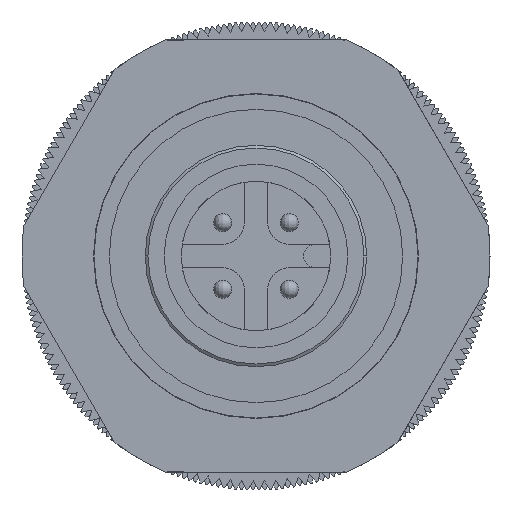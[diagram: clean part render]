
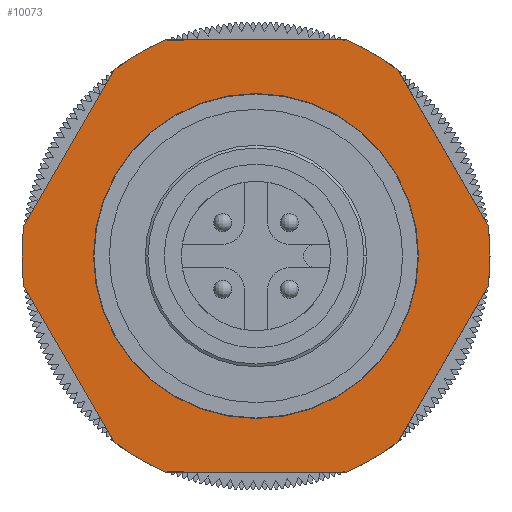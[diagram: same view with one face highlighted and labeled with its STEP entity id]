
A CAD part, front view. The second image highlights one B-rep face of the part: STEP entity #10073.
In plain terms, the highlighted face is planar.
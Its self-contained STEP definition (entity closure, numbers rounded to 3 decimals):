
#88 = ORIENTED_EDGE ( 'NONE', *, *, #9603, .T. ) ;
#89 = ORIENTED_EDGE ( 'NONE', *, *, #90, .F. ) ;
#90 = EDGE_CURVE ( 'NONE', #2637, #9609, #5266, .T. ) ;
#91 = ORIENTED_EDGE ( 'NONE', *, *, #2636, .F. ) ;
#92 = ORIENTED_EDGE ( 'NONE', *, *, #93, .F. ) ;
#93 = EDGE_CURVE ( 'NONE', #9343, #2626, #5262, .T. ) ;
#94 = ORIENTED_EDGE ( 'NONE', *, *, #9356, .T. ) ;
#95 = ORIENTED_EDGE ( 'NONE', *, *, #9553, .T. ) ;
#96 = ORIENTED_EDGE ( 'NONE', *, *, #9471, .T. ) ;
#97 = ORIENTED_EDGE ( 'NONE', *, *, #9446, .T. ) ;
#158 = ORIENTED_EDGE ( 'NONE', *, *, #9411, .T. ) ;
#159 = ORIENTED_EDGE ( 'NONE', *, *, #9626, .T. ) ;
#160 = ORIENTED_EDGE ( 'NONE', *, *, #9599, .T. ) ;
#161 = EDGE_LOOP ( 'NONE', ( #162, #163 ) ) ;
#162 = ORIENTED_EDGE ( 'NONE', *, *, #2720, .T. ) ;
#163 = ORIENTED_EDGE ( 'NONE', *, *, #164, .T. ) ;
#164 = EDGE_CURVE ( 'NONE', #2665, #2706, #5354, .T. ) ;
#2626 = VERTEX_POINT ( 'NONE', #13745 ) ;
#2636 = EDGE_CURVE ( 'NONE', #2626, #2637, #13730, .T. ) ;
#2637 = VERTEX_POINT ( 'NONE', #13725 ) ;
#2665 = VERTEX_POINT ( 'NONE', #13797 ) ;
#2706 = VERTEX_POINT ( 'NONE', #13859 ) ;
#2720 = EDGE_CURVE ( 'NONE', #2706, #2665, #13888, .T. ) ;
#5258 = DIRECTION ( 'NONE',  ( 0., 1., 0. ) ) ;
#5259 = DIRECTION ( 'NONE',  ( -1., 0., 0. ) ) ;
#5260 = CARTESIAN_POINT ( 'NONE',  ( 0., 0., 0. ) ) ;
#5261 = AXIS2_PLACEMENT_3D ( 'NONE', #5260, #5259, #5258 ) ;
#5262 = CIRCLE ( 'NONE', #5261, 13. ) ;
#5263 = DIRECTION ( 'NONE',  ( 0., -0.5, -0.866 ) ) ;
#5264 = VECTOR ( 'NONE', #5263, 1000. ) ;
#5265 = CARTESIAN_POINT ( 'NONE',  ( 0., 6.928, -12. ) ) ;
#5266 = LINE ( 'NONE', #5265, #5264 ) ;
#5350 = DIRECTION ( 'NONE',  ( 0., 1., 0. ) ) ;
#5351 = DIRECTION ( 'NONE',  ( -1., 0., 0. ) ) ;
#5352 = CARTESIAN_POINT ( 'NONE',  ( 0., 0., 0. ) ) ;
#5353 = AXIS2_PLACEMENT_3D ( 'NONE', #5352, #5351, #5350 ) ;
#5354 = CIRCLE ( 'NONE', #5353, 9.025 ) ;
#8747 = VERTEX_POINT ( 'NONE', #17962 ) ;
#8748 = EDGE_CURVE ( 'NONE', #9592, #8747, #17961, .T. ) ;
#9151 = ORIENTED_EDGE ( 'NONE', *, *, #19022, .T. ) ;
#9343 = VERTEX_POINT ( 'NONE', #10717 ) ;
#9356 = EDGE_CURVE ( 'NONE', #9343, #9554, #10701, .T. ) ;
#9409 = VERTEX_POINT ( 'NONE', #10793 ) ;
#9411 = EDGE_CURVE ( 'NONE', #9444, #9409, #10792, .T. ) ;
#9444 = VERTEX_POINT ( 'NONE', #10819 ) ;
#9446 = EDGE_CURVE ( 'NONE', #9469, #9444, #10818, .T. ) ;
#9469 = VERTEX_POINT ( 'NONE', #10847 ) ;
#9471 = EDGE_CURVE ( 'NONE', #9551, #9469, #10846, .T. ) ;
#9551 = VERTEX_POINT ( 'NONE', #10981 ) ;
#9553 = EDGE_CURVE ( 'NONE', #9554, #9551, #10980, .T. ) ;
#9554 = VERTEX_POINT ( 'NONE', #10975 ) ;
#9592 = VERTEX_POINT ( 'NONE', #11037 ) ;
#9599 = EDGE_CURVE ( 'NONE', #9624, #9592, #11086, .T. ) ;
#9603 = EDGE_CURVE ( 'NONE', #19020, #9609, #11077, .T. ) ;
#9609 = VERTEX_POINT ( 'NONE', #11072 ) ;
#9624 = VERTEX_POINT ( 'NONE', #11121 ) ;
#9626 = EDGE_CURVE ( 'NONE', #9409, #9624, #11119, .T. ) ;
#10073 = ADVANCED_FACE ( 'NONE', ( #11690, #11689 ), #11688, .T. ) ;
#10074 = EDGE_LOOP ( 'NONE', ( #10075, #9151, #88, #89, #91, #92, #94, #95, #96, #97, #158, #159, #160 ) ) ;
#10075 = ORIENTED_EDGE ( 'NONE', *, *, #8748, .T. ) ;
#10698 = DIRECTION ( 'NONE',  ( 0., -0.5, 0.866 ) ) ;
#10699 = VECTOR ( 'NONE', #10698, 1000. ) ;
#10700 = CARTESIAN_POINT ( 'NONE',  ( 0., 12.892, 1.67 ) ) ;
#10701 = LINE ( 'NONE', #10700, #10699 ) ;
#10717 = CARTESIAN_POINT ( 'NONE',  ( 0., 12.892, 1.67 ) ) ;
#10789 = DIRECTION ( 'NONE',  ( 0., -0.5, -0.866 ) ) ;
#10790 = VECTOR ( 'NONE', #10789, 1000. ) ;
#10791 = CARTESIAN_POINT ( 'NONE',  ( 0., -7.892, 10.33 ) ) ;
#10792 = LINE ( 'NONE', #10791, #10790 ) ;
#10793 = CARTESIAN_POINT ( 'NONE',  ( 0., -12.892, 1.67 ) ) ;
#10814 = DIRECTION ( 'NONE',  ( 0., 1., 0. ) ) ;
#10815 = DIRECTION ( 'NONE',  ( 1., 0., 0. ) ) ;
#10816 = CARTESIAN_POINT ( 'NONE',  ( 0., 0., 0. ) ) ;
#10817 = AXIS2_PLACEMENT_3D ( 'NONE', #10816, #10815, #10814 ) ;
#10818 = CIRCLE ( 'NONE', #10817, 13. ) ;
#10819 = CARTESIAN_POINT ( 'NONE',  ( 0., -7.892, 10.33 ) ) ;
#10843 = DIRECTION ( 'NONE',  ( 0., -1., 0. ) ) ;
#10844 = VECTOR ( 'NONE', #10843, 1000. ) ;
#10845 = CARTESIAN_POINT ( 'NONE',  ( 0., 0., 12. ) ) ;
#10846 = LINE ( 'NONE', #10845, #10844 ) ;
#10847 = CARTESIAN_POINT ( 'NONE',  ( 0., -5., 12. ) ) ;
#10975 = CARTESIAN_POINT ( 'NONE',  ( 0., 7.892, 10.33 ) ) ;
#10976 = DIRECTION ( 'NONE',  ( 0., 1., 0. ) ) ;
#10977 = DIRECTION ( 'NONE',  ( 1., 0., 0. ) ) ;
#10978 = CARTESIAN_POINT ( 'NONE',  ( 0., 0., 0. ) ) ;
#10979 = AXIS2_PLACEMENT_3D ( 'NONE', #10978, #10977, #10976 ) ;
#10980 = CIRCLE ( 'NONE', #10979, 13. ) ;
#10981 = CARTESIAN_POINT ( 'NONE',  ( 0., 5., 12. ) ) ;
#11037 = CARTESIAN_POINT ( 'NONE',  ( 0., -7.892, -10.33 ) ) ;
#11072 = CARTESIAN_POINT ( 'NONE',  ( 0., 7.892, -10.33 ) ) ;
#11073 = DIRECTION ( 'NONE',  ( 0., 1., 0. ) ) ;
#11074 = DIRECTION ( 'NONE',  ( 1., 0., 0. ) ) ;
#11075 = CARTESIAN_POINT ( 'NONE',  ( 0., 0., 0. ) ) ;
#11076 = AXIS2_PLACEMENT_3D ( 'NONE', #11075, #11074, #11073 ) ;
#11077 = CIRCLE ( 'NONE', #11076, 13. ) ;
#11083 = DIRECTION ( 'NONE',  ( 0., 0.5, -0.866 ) ) ;
#11084 = VECTOR ( 'NONE', #11083, 1000. ) ;
#11085 = CARTESIAN_POINT ( 'NONE',  ( 0., -12.892, -1.67 ) ) ;
#11086 = LINE ( 'NONE', #11085, #11084 ) ;
#11115 = DIRECTION ( 'NONE',  ( 0., 1., 0. ) ) ;
#11116 = DIRECTION ( 'NONE',  ( 1., 0., 0. ) ) ;
#11117 = CARTESIAN_POINT ( 'NONE',  ( 0., 0., 0. ) ) ;
#11118 = AXIS2_PLACEMENT_3D ( 'NONE', #11117, #11116, #11115 ) ;
#11119 = CIRCLE ( 'NONE', #11118, 13. ) ;
#11121 = CARTESIAN_POINT ( 'NONE',  ( 0., -12.892, -1.67 ) ) ;
#11684 = DIRECTION ( 'NONE',  ( 0., 1., 0. ) ) ;
#11685 = DIRECTION ( 'NONE',  ( 1., 0., 0. ) ) ;
#11686 = CARTESIAN_POINT ( 'NONE',  ( 0., 0., 0. ) ) ;
#11687 = AXIS2_PLACEMENT_3D ( 'NONE', #11686, #11685, #11684 ) ;
#11688 = PLANE ( 'NONE',  #11687 ) ;
#11689 = FACE_BOUND ( 'NONE', #161, .T. ) ;
#11690 = FACE_OUTER_BOUND ( 'NONE', #10074, .T. ) ;
#12771 = DIRECTION ( 'NONE',  ( 0., 1., 0. ) ) ;
#12772 = VECTOR ( 'NONE', #12771, 1000. ) ;
#12773 = CARTESIAN_POINT ( 'NONE',  ( 0., 0., -12. ) ) ;
#12774 = LINE ( 'NONE', #12773, #12772 ) ;
#12775 = CARTESIAN_POINT ( 'NONE',  ( 0., 5., -12. ) ) ;
#13725 = CARTESIAN_POINT ( 'NONE',  ( 0., 12.892, -1.67 ) ) ;
#13726 = DIRECTION ( 'NONE',  ( 0., 1., 0. ) ) ;
#13727 = DIRECTION ( 'NONE',  ( -1., 0., 0. ) ) ;
#13728 = CARTESIAN_POINT ( 'NONE',  ( 0., 0., 0. ) ) ;
#13729 = AXIS2_PLACEMENT_3D ( 'NONE', #13728, #13727, #13726 ) ;
#13730 = CIRCLE ( 'NONE', #13729, 13. ) ;
#13745 = CARTESIAN_POINT ( 'NONE',  ( 0., 13., 0. ) ) ;
#13797 = CARTESIAN_POINT ( 'NONE',  ( 0., -9.025, 0. ) ) ;
#13859 = CARTESIAN_POINT ( 'NONE',  ( 0., 9.025, 0. ) ) ;
#13884 = DIRECTION ( 'NONE',  ( 0., 1., 0. ) ) ;
#13885 = DIRECTION ( 'NONE',  ( -1., 0., 0. ) ) ;
#13886 = CARTESIAN_POINT ( 'NONE',  ( 0., 0., 0. ) ) ;
#13887 = AXIS2_PLACEMENT_3D ( 'NONE', #13886, #13885, #13884 ) ;
#13888 = CIRCLE ( 'NONE', #13887, 9.025 ) ;
#17957 = DIRECTION ( 'NONE',  ( 0., 1., 0. ) ) ;
#17958 = DIRECTION ( 'NONE',  ( 1., 0., 0. ) ) ;
#17959 = CARTESIAN_POINT ( 'NONE',  ( 0., 0., 0. ) ) ;
#17960 = AXIS2_PLACEMENT_3D ( 'NONE', #17959, #17958, #17957 ) ;
#17961 = CIRCLE ( 'NONE', #17960, 13. ) ;
#17962 = CARTESIAN_POINT ( 'NONE',  ( 0., -5., -12. ) ) ;
#19020 = VERTEX_POINT ( 'NONE', #12775 ) ;
#19022 = EDGE_CURVE ( 'NONE', #8747, #19020, #12774, .T. ) ;
